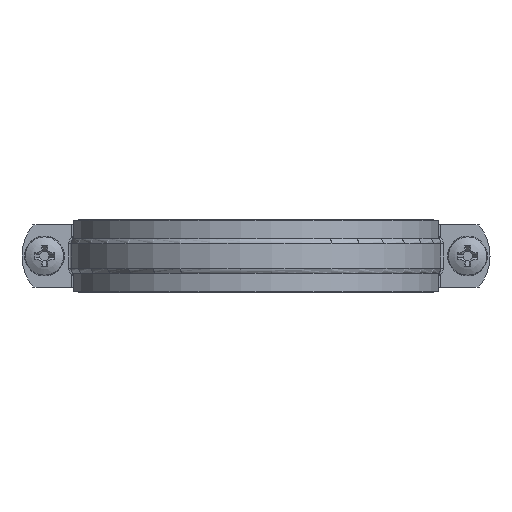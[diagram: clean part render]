
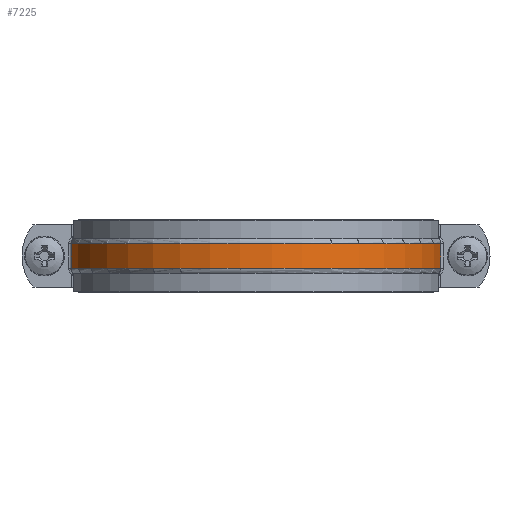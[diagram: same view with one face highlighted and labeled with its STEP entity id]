
A CAD part, front view. The second image highlights one B-rep face of the part: STEP entity #7225.
In plain terms, the highlighted cylindrical face has radius 75 mm (diameter 150 mm), a partial arc.
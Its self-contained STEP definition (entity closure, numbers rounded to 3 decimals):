
#1547=CARTESIAN_POINT('',(-74.21,-10.855,5.));
#1548=VERTEX_POINT('',#1547);
#1556=CARTESIAN_POINT('',(74.21,-10.855,5.));
#1557=VERTEX_POINT('',#1556);
#1558=CARTESIAN_POINT('',(0.0,0.0,5.));
#1559=DIRECTION('',(0.0,0.0,1.0));
#1560=DIRECTION('',(0.,-1.0,0.0));
#1561=AXIS2_PLACEMENT_3D('',#1558,#1559,#1560);
#1562=CIRCLE('',#1561,75.);
#1563=EDGE_CURVE('',#1548,#1557,#1562,.T.);
#6453=CARTESIAN_POINT('',(-74.21,-10.855,-5.0));
#6454=VERTEX_POINT('',#6453);
#6462=CARTESIAN_POINT('',(-74.21,-10.855,-5.0));
#6463=DIRECTION('',(0.0,0.0,1.0));
#6464=VECTOR('',#6463,10.);
#6465=LINE('',#6462,#6464);
#6466=EDGE_CURVE('',#6454,#1548,#6465,.T.);
#6615=CARTESIAN_POINT('',(74.21,-10.855,-5.0));
#6616=VERTEX_POINT('',#6615);
#6633=CARTESIAN_POINT('',(74.21,-10.855,5.));
#6634=DIRECTION('',(0.0,0.0,-1.0));
#6635=VECTOR('',#6634,10.);
#6636=LINE('',#6633,#6635);
#6637=EDGE_CURVE('',#1557,#6616,#6636,.T.);
#7200=CARTESIAN_POINT('',(0.0,0.0,-5.0));
#7201=DIRECTION('',(0.0,0.0,-1.0));
#7202=DIRECTION('',(0.,-1.0,0.0));
#7203=AXIS2_PLACEMENT_3D('',#7200,#7201,#7202);
#7204=CIRCLE('',#7203,75.);
#7205=EDGE_CURVE('',#6616,#6454,#7204,.T.);
#7214=CARTESIAN_POINT('',(0.0,0.0,0.));
#7215=DIRECTION('',(0.0,0.0,1.0));
#7216=DIRECTION('',(0.0,-1.0,0.0));
#7217=AXIS2_PLACEMENT_3D('',#7214,#7215,#7216);
#7218=CYLINDRICAL_SURFACE('',#7217,75.);
#7219=ORIENTED_EDGE('',*,*,#6637,.F.);
#7220=ORIENTED_EDGE('',*,*,#1563,.F.);
#7221=ORIENTED_EDGE('',*,*,#6466,.F.);
#7222=ORIENTED_EDGE('',*,*,#7205,.F.);
#7223=EDGE_LOOP('',(#7219,#7220,#7221,#7222));
#7224=FACE_OUTER_BOUND('',#7223,.T.);
#7225=ADVANCED_FACE('',(#7224),#7218,.T.);
